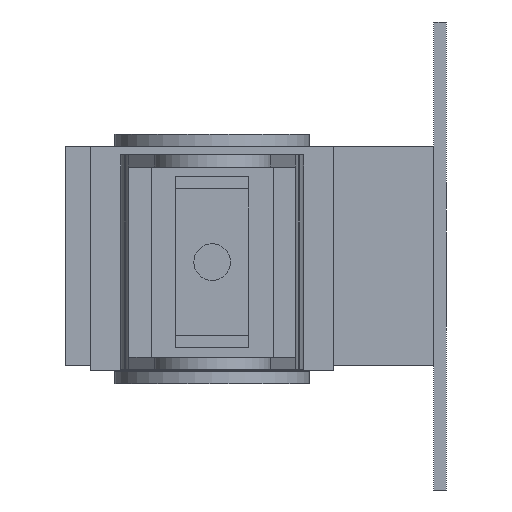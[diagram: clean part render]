
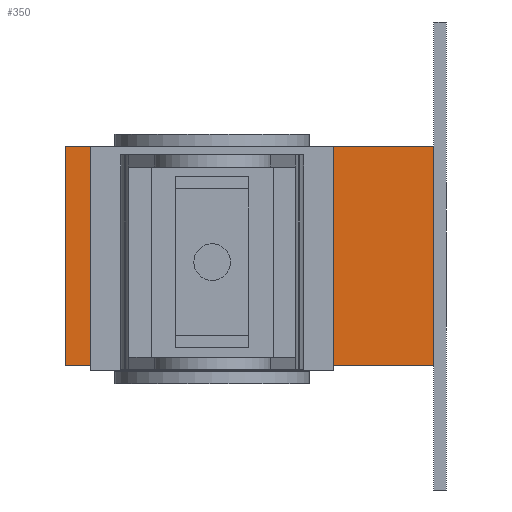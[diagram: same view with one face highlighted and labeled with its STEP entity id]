
A CAD part, left-side view. The second image highlights one B-rep face of the part: STEP entity #350.
In plain terms, the highlighted planar face has unit normal (-1, 0, 0).
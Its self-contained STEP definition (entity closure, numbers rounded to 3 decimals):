
#29 = LINE ( 'NONE', #1329, #1095 ) ;
#227 = FACE_OUTER_BOUND ( 'NONE', #777, .T. ) ;
#350 = ADVANCED_FACE ( 'NONE', ( #227 ), #4105, .F. ) ;
#357 = EDGE_CURVE ( 'NONE', #4113, #2206, #3827, .T. ) ;
#418 = ORIENTED_EDGE ( 'NONE', *, *, #819, .F. ) ;
#472 = VECTOR ( 'NONE', #4203, 1000. ) ;
#518 = ORIENTED_EDGE ( 'NONE', *, *, #3416, .T. ) ;
#579 = VERTEX_POINT ( 'NONE', #1658 ) ;
#777 = EDGE_LOOP ( 'NONE', ( #1903, #3855, #418, #518 ) ) ;
#819 = EDGE_CURVE ( 'NONE', #2629, #4113, #29, .T. ) ;
#1081 = AXIS2_PLACEMENT_3D ( 'NONE', #4153, #2813, #2471 ) ;
#1095 = VECTOR ( 'NONE', #2630, 1000. ) ;
#1303 = CARTESIAN_POINT ( 'NONE',  ( -61., 0., -45. ) ) ;
#1329 = CARTESIAN_POINT ( 'NONE',  ( -61., 151., -45. ) ) ;
#1639 = EDGE_CURVE ( 'NONE', #579, #2206, #4233, .T. ) ;
#1658 = CARTESIAN_POINT ( 'NONE',  ( -61., 0., -45. ) ) ;
#1903 = ORIENTED_EDGE ( 'NONE', *, *, #1639, .T. ) ;
#2129 = DIRECTION ( 'NONE',  ( 0., -1., 0. ) ) ;
#2206 = VERTEX_POINT ( 'NONE', #2463 ) ;
#2463 = CARTESIAN_POINT ( 'NONE',  ( -61., 0., 45. ) ) ;
#2471 = DIRECTION ( 'NONE',  ( 0., 0., -1. ) ) ;
#2629 = VERTEX_POINT ( 'NONE', #2675 ) ;
#2630 = DIRECTION ( 'NONE',  ( 0., 0., 1. ) ) ;
#2675 = CARTESIAN_POINT ( 'NONE',  ( -61., 151., -45. ) ) ;
#2813 = DIRECTION ( 'NONE',  ( 1., 0., 0. ) ) ;
#3093 = VECTOR ( 'NONE', #2129, 1000. ) ;
#3146 = CARTESIAN_POINT ( 'NONE',  ( -61., 151., 45. ) ) ;
#3268 = DIRECTION ( 'NONE',  ( 0., 0., 1. ) ) ;
#3402 = LINE ( 'NONE', #4064, #3093 ) ;
#3416 = EDGE_CURVE ( 'NONE', #2629, #579, #3402, .T. ) ;
#3421 = VECTOR ( 'NONE', #3268, 1000. ) ;
#3781 = CARTESIAN_POINT ( 'NONE',  ( -61., 151., 45. ) ) ;
#3827 = LINE ( 'NONE', #3781, #472 ) ;
#3855 = ORIENTED_EDGE ( 'NONE', *, *, #357, .F. ) ;
#4064 = CARTESIAN_POINT ( 'NONE',  ( -61., 151., -45. ) ) ;
#4105 = PLANE ( 'NONE',  #1081 ) ;
#4113 = VERTEX_POINT ( 'NONE', #3146 ) ;
#4153 = CARTESIAN_POINT ( 'NONE',  ( -61., 151., -45. ) ) ;
#4203 = DIRECTION ( 'NONE',  ( 0., -1., 0. ) ) ;
#4233 = LINE ( 'NONE', #1303, #3421 ) ;
